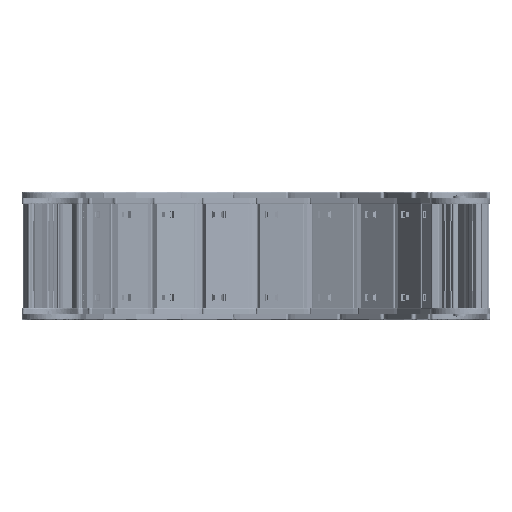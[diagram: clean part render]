
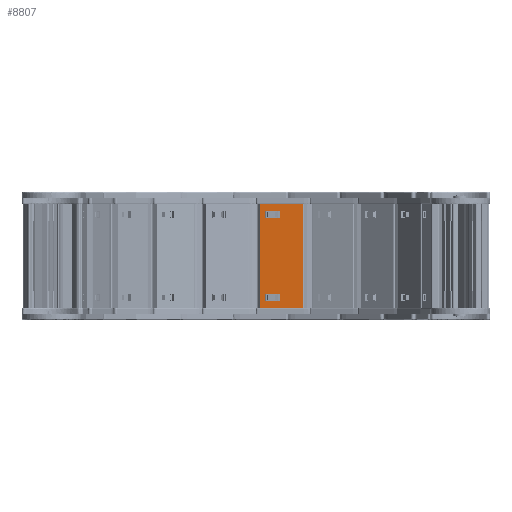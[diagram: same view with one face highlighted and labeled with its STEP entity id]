
A CAD part, left-side view. The second image highlights one B-rep face of the part: STEP entity #8807.
In plain terms, the highlighted face is planar.
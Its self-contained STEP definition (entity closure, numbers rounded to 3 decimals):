
#15 = CARTESIAN_POINT ( 'NONE',  ( -80.98, 200.254, -1.503 ) ) ;
#241 = ORIENTED_EDGE ( 'NONE', *, *, #2610, .F. ) ;
#520 = CARTESIAN_POINT ( 'NONE',  ( -39.28, 200.254, 99.497 ) ) ;
#711 = ORIENTED_EDGE ( 'NONE', *, *, #3890, .F. ) ;
#834 = LINE ( 'NONE', #17895, #10627 ) ;
#1609 = VERTEX_POINT ( 'NONE', #13448 ) ;
#2020 = EDGE_CURVE ( 'NONE', #29450, #12525, #5064, .T. ) ;
#2610 = EDGE_CURVE ( 'NONE', #28078, #22202, #6995, .T. ) ;
#2944 = LINE ( 'NONE', #20624, #10366 ) ;
#3116 = CARTESIAN_POINT ( 'NONE',  ( -39.28, 200.254, -82.122 ) ) ;
#3129 = EDGE_CURVE ( 'NONE', #22202, #22617, #18285, .T. ) ;
#3208 = VERTEX_POINT ( 'NONE', #9505 ) ;
#3770 = CARTESIAN_POINT ( 'NONE',  ( -39.28, 200.254, -82.122 ) ) ;
#3890 = EDGE_CURVE ( 'NONE', #9011, #21600, #30316, .T. ) ;
#4463 = CARTESIAN_POINT ( 'NONE',  ( -75.76, 200.254, 86.447 ) ) ;
#4597 = CARTESIAN_POINT ( 'NONE',  ( -61.76, 200.254, 86.447 ) ) ;
#4738 = DIRECTION ( 'NONE',  ( 0., 0., 1. ) ) ;
#4980 = EDGE_CURVE ( 'NONE', #28078, #32210, #30284, .T. ) ;
#5064 = LINE ( 'NONE', #15903, #30721 ) ;
#5996 = EDGE_CURVE ( 'NONE', #32210, #22617, #13934, .T. ) ;
#6080 = FACE_BOUND ( 'NONE', #19799, .T. ) ;
#6212 = VECTOR ( 'NONE', #4738, 1000. ) ;
#6920 = CARTESIAN_POINT ( 'NONE',  ( -80.98, 200.254, -82.122 ) ) ;
#6995 = LINE ( 'NONE', #19204, #17501 ) ;
#7065 = DIRECTION ( 'NONE',  ( 0., 0., 1. ) ) ;
#7899 = EDGE_CURVE ( 'NONE', #21456, #3208, #28267, .T. ) ;
#8228 = DIRECTION ( 'NONE',  ( 1., 0., 0. ) ) ;
#8416 = FACE_BOUND ( 'NONE', #30192, .T. ) ;
#8807 = ADVANCED_FACE ( 'NONE', ( #6080, #15019, #8416 ), #23141, .F. ) ;
#8963 = EDGE_CURVE ( 'NONE', #21600, #29450, #2944, .T. ) ;
#9011 = VERTEX_POINT ( 'NONE', #17495 ) ;
#9226 = EDGE_CURVE ( 'NONE', #3208, #1609, #22404, .T. ) ;
#9460 = CARTESIAN_POINT ( 'NONE',  ( -80.98, 200.254, 99.497 ) ) ;
#9505 = CARTESIAN_POINT ( 'NONE',  ( -75.76, 200.254, 5.247 ) ) ;
#9766 = VECTOR ( 'NONE', #26190, 1000. ) ;
#10022 = CARTESIAN_POINT ( 'NONE',  ( -75.76, 200.254, 92.747 ) ) ;
#10276 = CARTESIAN_POINT ( 'NONE',  ( -61.76, 200.254, 5.247 ) ) ;
#10366 = VECTOR ( 'NONE', #8228, 1000. ) ;
#10627 = VECTOR ( 'NONE', #22920, 1000. ) ;
#10655 = CARTESIAN_POINT ( 'NONE',  ( -75.76, 200.254, 92.747 ) ) ;
#10926 = DIRECTION ( 'NONE',  ( 0., 0., -1. ) ) ;
#11987 = CARTESIAN_POINT ( 'NONE',  ( -61.76, 200.254, 5.247 ) ) ;
#12525 = VERTEX_POINT ( 'NONE', #4597 ) ;
#12883 = DIRECTION ( 'NONE',  ( -1., 0., 0. ) ) ;
#13071 = VECTOR ( 'NONE', #31649, 1000. ) ;
#13281 = EDGE_CURVE ( 'NONE', #27371, #21456, #16724, .T. ) ;
#13448 = CARTESIAN_POINT ( 'NONE',  ( -75.76, 200.254, 11.547 ) ) ;
#13934 = LINE ( 'NONE', #520, #30251 ) ;
#14062 = ORIENTED_EDGE ( 'NONE', *, *, #2020, .F. ) ;
#14191 = CARTESIAN_POINT ( 'NONE',  ( -75.76, 200.254, 5.247 ) ) ;
#14223 = DIRECTION ( 'NONE',  ( 1., 0., 0. ) ) ;
#14727 = DIRECTION ( 'NONE',  ( 0., 0., -1. ) ) ;
#14819 = ORIENTED_EDGE ( 'NONE', *, *, #5996, .T. ) ;
#15019 = FACE_OUTER_BOUND ( 'NONE', #28858, .T. ) ;
#15050 = VECTOR ( 'NONE', #12883, 1000. ) ;
#15178 = VECTOR ( 'NONE', #14727, 1000. ) ;
#15903 = CARTESIAN_POINT ( 'NONE',  ( -61.76, 200.254, 86.447 ) ) ;
#16724 = LINE ( 'NONE', #22029, #15178 ) ;
#17488 = ORIENTED_EDGE ( 'NONE', *, *, #17656, .F. ) ;
#17495 = CARTESIAN_POINT ( 'NONE',  ( -75.76, 200.254, 86.447 ) ) ;
#17501 = VECTOR ( 'NONE', #14223, 1000. ) ;
#17656 = EDGE_CURVE ( 'NONE', #12525, #9011, #29128, .T. ) ;
#17895 = CARTESIAN_POINT ( 'NONE',  ( -75.76, 200.254, 11.547 ) ) ;
#18285 = LINE ( 'NONE', #3770, #9766 ) ;
#18464 = ORIENTED_EDGE ( 'NONE', *, *, #13281, .F. ) ;
#18612 = DIRECTION ( 'NONE',  ( 1., 0., 0. ) ) ;
#19066 = ORIENTED_EDGE ( 'NONE', *, *, #9226, .F. ) ;
#19204 = CARTESIAN_POINT ( 'NONE',  ( -39.28, 200.254, -1.503 ) ) ;
#19799 = EDGE_LOOP ( 'NONE', ( #711, #17488, #14062, #31339 ) ) ;
#20624 = CARTESIAN_POINT ( 'NONE',  ( -61.76, 200.254, 92.747 ) ) ;
#21456 = VERTEX_POINT ( 'NONE', #11987 ) ;
#21600 = VERTEX_POINT ( 'NONE', #10655 ) ;
#21659 = ORIENTED_EDGE ( 'NONE', *, *, #26688, .F. ) ;
#22029 = CARTESIAN_POINT ( 'NONE',  ( -61.76, 200.254, 11.547 ) ) ;
#22158 = VECTOR ( 'NONE', #29049, 1000. ) ;
#22202 = VERTEX_POINT ( 'NONE', #27975 ) ;
#22404 = LINE ( 'NONE', #14191, #13071 ) ;
#22617 = VERTEX_POINT ( 'NONE', #30485 ) ;
#22920 = DIRECTION ( 'NONE',  ( 1., 0., 0. ) ) ;
#23141 = PLANE ( 'NONE',  #24023 ) ;
#24023 = AXIS2_PLACEMENT_3D ( 'NONE', #3116, #25752, #30486 ) ;
#25305 = VECTOR ( 'NONE', #7065, 1000. ) ;
#25752 = DIRECTION ( 'NONE',  ( 0., -1., 0. ) ) ;
#26190 = DIRECTION ( 'NONE',  ( 0., 0., 1. ) ) ;
#26582 = CARTESIAN_POINT ( 'NONE',  ( -61.76, 200.254, 11.547 ) ) ;
#26688 = EDGE_CURVE ( 'NONE', #1609, #27371, #834, .T. ) ;
#27371 = VERTEX_POINT ( 'NONE', #26582 ) ;
#27975 = CARTESIAN_POINT ( 'NONE',  ( -39.28, 200.254, -1.503 ) ) ;
#28078 = VERTEX_POINT ( 'NONE', #15 ) ;
#28267 = LINE ( 'NONE', #10276, #15050 ) ;
#28315 = ORIENTED_EDGE ( 'NONE', *, *, #4980, .T. ) ;
#28858 = EDGE_LOOP ( 'NONE', ( #28945, #241, #28315, #14819 ) ) ;
#28945 = ORIENTED_EDGE ( 'NONE', *, *, #3129, .F. ) ;
#29049 = DIRECTION ( 'NONE',  ( -1., 0., 0. ) ) ;
#29128 = LINE ( 'NONE', #4463, #22158 ) ;
#29450 = VERTEX_POINT ( 'NONE', #31429 ) ;
#30192 = EDGE_LOOP ( 'NONE', ( #21659, #19066, #31214, #18464 ) ) ;
#30251 = VECTOR ( 'NONE', #18612, 1000. ) ;
#30284 = LINE ( 'NONE', #6920, #6212 ) ;
#30316 = LINE ( 'NONE', #10022, #25305 ) ;
#30485 = CARTESIAN_POINT ( 'NONE',  ( -39.28, 200.254, 99.497 ) ) ;
#30486 = DIRECTION ( 'NONE',  ( 0., 0., 1. ) ) ;
#30721 = VECTOR ( 'NONE', #10926, 1000. ) ;
#31214 = ORIENTED_EDGE ( 'NONE', *, *, #7899, .F. ) ;
#31339 = ORIENTED_EDGE ( 'NONE', *, *, #8963, .F. ) ;
#31429 = CARTESIAN_POINT ( 'NONE',  ( -61.76, 200.254, 92.747 ) ) ;
#31649 = DIRECTION ( 'NONE',  ( 0., 0., 1. ) ) ;
#32210 = VERTEX_POINT ( 'NONE', #9460 ) ;
